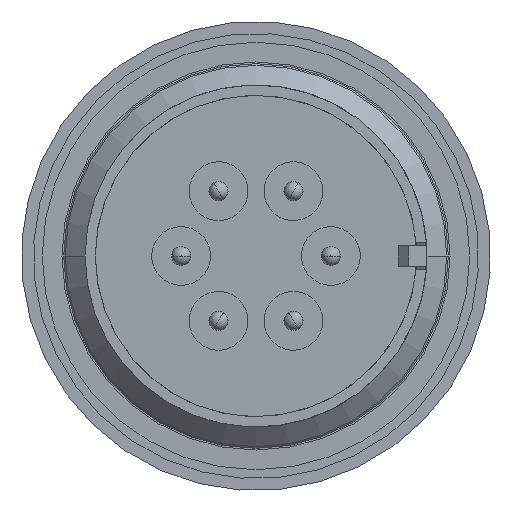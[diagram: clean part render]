
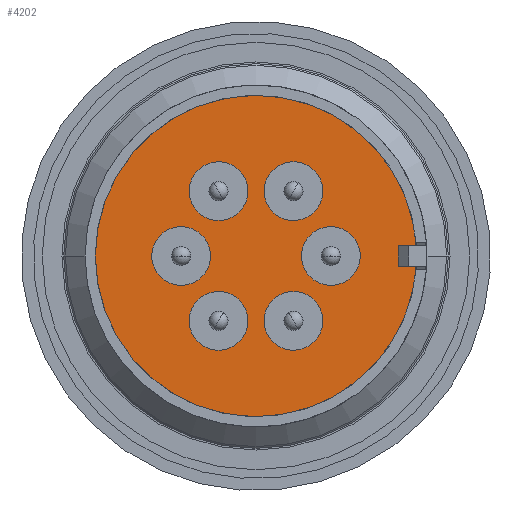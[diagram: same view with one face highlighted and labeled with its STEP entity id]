
A CAD part, front view. The second image highlights one B-rep face of the part: STEP entity #4202.
In plain terms, the highlighted planar face has unit normal (0, -1, 0).
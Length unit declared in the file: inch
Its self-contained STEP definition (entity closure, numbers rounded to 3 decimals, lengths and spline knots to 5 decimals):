
#830 = FACE_BOUND ( 'NONE', #2204, .T. ) ;
#832 = FACE_BOUND ( 'NONE', #6392, .T. ) ;
#834 = FACE_BOUND ( 'NONE', #2196, .T. ) ;
#836 = FACE_BOUND ( 'NONE', #2197, .T. ) ;
#838 = FACE_BOUND ( 'NONE', #2198, .T. ) ;
#839 = FACE_BOUND ( 'NONE', #2205, .T. ) ;
#840 = FACE_OUTER_BOUND ( 'NONE', #2206, .T. ) ;
#2196 = EDGE_LOOP ( 'NONE', ( #12416, #12417 ) ) ;
#2197 = EDGE_LOOP ( 'NONE', ( #12420, #12421 ) ) ;
#2198 = EDGE_LOOP ( 'NONE', ( #12414, #12415 ) ) ;
#2204 = EDGE_LOOP ( 'NONE', ( #12412, #12413 ) ) ;
#2205 = EDGE_LOOP ( 'NONE', ( #12422, #12423 ) ) ;
#2206 = EDGE_LOOP ( 'NONE', ( #12424, #12425 ) ) ;
#4202 = ADVANCED_FACE ( 'NONE', ( #830, #838, #834, #832, #836, #839, #840 ), #11116, .T. ) ;
#4918 = CARTESIAN_POINT ( 'NONE',  ( -1.28047, 0.025, 0. ) ) ;
#4919 = DIRECTION ( 'NONE',  ( 0., -1., 0. ) ) ;
#4920 = DIRECTION ( 'NONE',  ( 1., 0., 0. ) ) ;
#4921 = CARTESIAN_POINT ( 'NONE',  ( -1.17097, 0.025, 0.18966 ) ) ;
#4922 = DIRECTION ( 'NONE',  ( 0., -1., 0. ) ) ;
#4923 = DIRECTION ( 'NONE',  ( 1., 0., 0. ) ) ;
#4924 = CARTESIAN_POINT ( 'NONE',  ( -0.95197, 0.025, 0.18966 ) ) ;
#4925 = DIRECTION ( 'NONE',  ( 0., -1., 0. ) ) ;
#4926 = DIRECTION ( 'NONE',  ( 1., 0., 0. ) ) ;
#4927 = CARTESIAN_POINT ( 'NONE',  ( -0.84247, 0.025, 0. ) ) ;
#4928 = DIRECTION ( 'NONE',  ( 0., -1., 0. ) ) ;
#4929 = DIRECTION ( 'NONE',  ( 1., 0., 0. ) ) ;
#4930 = CARTESIAN_POINT ( 'NONE',  ( -0.95197, 0.025, -0.18966 ) ) ;
#4931 = DIRECTION ( 'NONE',  ( 0., -1., 0. ) ) ;
#4932 = DIRECTION ( 'NONE',  ( 1., 0., 0. ) ) ;
#4933 = CARTESIAN_POINT ( 'NONE',  ( -1.17097, 0.025, -0.18966 ) ) ;
#4934 = DIRECTION ( 'NONE',  ( 0., -1., 0. ) ) ;
#4935 = DIRECTION ( 'NONE',  ( 1., 0., 0. ) ) ;
#4936 = CARTESIAN_POINT ( 'NONE',  ( -1.06147, 0.025, 0. ) ) ;
#4937 = DIRECTION ( 'NONE',  ( 0., 1., 0. ) ) ;
#4938 = DIRECTION ( 'NONE',  ( 1., 0., 0. ) ) ;
#5314 = CIRCLE ( 'NONE', #10642, 0.086 ) ;
#5375 = CIRCLE ( 'NONE', #10664, 0.086 ) ;
#5380 = CIRCLE ( 'NONE', #10666, 0.086 ) ;
#5382 = CIRCLE ( 'NONE', #10668, 0.4785 ) ;
#5840 = CIRCLE ( 'NONE', #10886, 0.086 ) ;
#5841 = CIRCLE ( 'NONE', #10887, 0.086 ) ;
#5842 = CIRCLE ( 'NONE', #10888, 0.086 ) ;
#5843 = CIRCLE ( 'NONE', #10889, 0.086 ) ;
#5844 = CIRCLE ( 'NONE', #10890, 0.086 ) ;
#5845 = CIRCLE ( 'NONE', #10891, 0.086 ) ;
#5846 = CIRCLE ( 'NONE', #10892, 0.4785 ) ;
#6392 = EDGE_LOOP ( 'NONE', ( #12418, #12419 ) ) ;
#6557 = CARTESIAN_POINT ( 'NONE',  ( -1.19736, 0.025, 0.02209 ) ) ;
#6558 = CARTESIAN_POINT ( 'NONE',  ( -1.36359, 0.025, -0.02209 ) ) ;
#6561 = CARTESIAN_POINT ( 'NONE',  ( -1.11028, 0.025, 0.12873 ) ) ;
#6562 = CARTESIAN_POINT ( 'NONE',  ( -1.23166, 0.025, 0.25059 ) ) ;
#6565 = CARTESIAN_POINT ( 'NONE',  ( -0.9744, 0.025, 0.10664 ) ) ;
#6566 = CARTESIAN_POINT ( 'NONE',  ( -0.92955, 0.025, 0.27268 ) ) ;
#6569 = CARTESIAN_POINT ( 'NONE',  ( -0.92559, 0.025, -0.02209 ) ) ;
#6570 = CARTESIAN_POINT ( 'NONE',  ( -0.75936, 0.025, 0.02209 ) ) ;
#6573 = CARTESIAN_POINT ( 'NONE',  ( -1.01266, 0.025, -0.12873 ) ) ;
#6574 = CARTESIAN_POINT ( 'NONE',  ( -0.89128, 0.025, -0.25059 ) ) ;
#6577 = CARTESIAN_POINT ( 'NONE',  ( -1.14855, 0.025, -0.10664 ) ) ;
#6578 = CARTESIAN_POINT ( 'NONE',  ( -1.1934, 0.025, -0.27268 ) ) ;
#6590 = CARTESIAN_POINT ( 'NONE',  ( -1.53997, 0.025, 0. ) ) ;
#6600 = CARTESIAN_POINT ( 'NONE',  ( -0.58297, 0.025, 0. ) ) ;
#6940 = CARTESIAN_POINT ( 'NONE',  ( -0.84247, 0.025, 0. ) ) ;
#6941 = DIRECTION ( 'NONE',  ( 0., -1., 0. ) ) ;
#6942 = DIRECTION ( 'NONE',  ( 1., 0., 0. ) ) ;
#6943 = CARTESIAN_POINT ( 'NONE',  ( -1.28047, 0.025, 0. ) ) ;
#6944 = DIRECTION ( 'NONE',  ( 0., -1., 0. ) ) ;
#6945 = DIRECTION ( 'NONE',  ( 1., 0., 0. ) ) ;
#6948 = CARTESIAN_POINT ( 'NONE',  ( -0.95197, 0.025, 0.18966 ) ) ;
#6949 = DIRECTION ( 'NONE',  ( 0., -1., 0. ) ) ;
#6950 = DIRECTION ( 'NONE',  ( 1., 0., 0. ) ) ;
#6955 = CARTESIAN_POINT ( 'NONE',  ( -1.17097, 0.025, 0.18966 ) ) ;
#6956 = DIRECTION ( 'NONE',  ( 0., -1., 0. ) ) ;
#6957 = DIRECTION ( 'NONE',  ( 1., 0., 0. ) ) ;
#7060 = CARTESIAN_POINT ( 'NONE',  ( -1.17097, 0.025, -0.18966 ) ) ;
#7061 = DIRECTION ( 'NONE',  ( 0., -1., 0. ) ) ;
#7062 = DIRECTION ( 'NONE',  ( 1., 0., 0. ) ) ;
#7072 = CARTESIAN_POINT ( 'NONE',  ( -0.95197, 0.025, -0.18966 ) ) ;
#7073 = DIRECTION ( 'NONE',  ( 0., -1., 0. ) ) ;
#7074 = DIRECTION ( 'NONE',  ( 1., 0., 0. ) ) ;
#7081 = CARTESIAN_POINT ( 'NONE',  ( -1.06147, 0.025, 0. ) ) ;
#7082 = DIRECTION ( 'NONE',  ( 0., 1., 0. ) ) ;
#7083 = DIRECTION ( 'NONE',  ( 1., 0., 0. ) ) ;
#8027 = CIRCLE ( 'NONE', #10639, 0.086 ) ;
#8029 = CIRCLE ( 'NONE', #10641, 0.086 ) ;
#8031 = CIRCLE ( 'NONE', #10640, 0.086 ) ;
#8833 = VERTEX_POINT ( 'NONE', #6557 ) ;
#8834 = VERTEX_POINT ( 'NONE', #6558 ) ;
#8837 = VERTEX_POINT ( 'NONE', #6561 ) ;
#8838 = VERTEX_POINT ( 'NONE', #6562 ) ;
#8841 = VERTEX_POINT ( 'NONE', #6565 ) ;
#8842 = VERTEX_POINT ( 'NONE', #6566 ) ;
#8845 = VERTEX_POINT ( 'NONE', #6569 ) ;
#8846 = VERTEX_POINT ( 'NONE', #6570 ) ;
#8849 = VERTEX_POINT ( 'NONE', #6573 ) ;
#8850 = VERTEX_POINT ( 'NONE', #6574 ) ;
#8853 = VERTEX_POINT ( 'NONE', #6577 ) ;
#8854 = VERTEX_POINT ( 'NONE', #6578 ) ;
#8866 = VERTEX_POINT ( 'NONE', #6590 ) ;
#8876 = VERTEX_POINT ( 'NONE', #6600 ) ;
#9717 = EDGE_CURVE ( 'NONE', #8846, #8845, #8027, .T. ) ;
#9718 = EDGE_CURVE ( 'NONE', #8834, #8833, #8031, .T. ) ;
#9719 = EDGE_CURVE ( 'NONE', #8842, #8841, #8029, .T. ) ;
#9722 = EDGE_CURVE ( 'NONE', #8838, #8837, #5314, .T. ) ;
#9764 = EDGE_CURVE ( 'NONE', #8854, #8853, #5375, .T. ) ;
#9769 = EDGE_CURVE ( 'NONE', #8850, #8849, #5380, .T. ) ;
#9772 = EDGE_CURVE ( 'NONE', #8876, #8866, #5382, .T. ) ;
#10114 = EDGE_CURVE ( 'NONE', #8833, #8834, #5840, .T. ) ;
#10115 = EDGE_CURVE ( 'NONE', #8837, #8838, #5841, .T. ) ;
#10116 = EDGE_CURVE ( 'NONE', #8841, #8842, #5842, .T. ) ;
#10117 = EDGE_CURVE ( 'NONE', #8845, #8846, #5843, .T. ) ;
#10118 = EDGE_CURVE ( 'NONE', #8849, #8850, #5844, .T. ) ;
#10119 = EDGE_CURVE ( 'NONE', #8853, #8854, #5845, .T. ) ;
#10120 = EDGE_CURVE ( 'NONE', #8866, #8876, #5846, .T. ) ;
#10639 = AXIS2_PLACEMENT_3D ( 'NONE', #6940, #6941, #6942 ) ;
#10640 = AXIS2_PLACEMENT_3D ( 'NONE', #6943, #6944, #6945 ) ;
#10641 = AXIS2_PLACEMENT_3D ( 'NONE', #6948, #6949, #6950 ) ;
#10642 = AXIS2_PLACEMENT_3D ( 'NONE', #6955, #6956, #6957 ) ;
#10664 = AXIS2_PLACEMENT_3D ( 'NONE', #7060, #7061, #7062 ) ;
#10666 = AXIS2_PLACEMENT_3D ( 'NONE', #7072, #7073, #7074 ) ;
#10668 = AXIS2_PLACEMENT_3D ( 'NONE', #7081, #7082, #7083 ) ;
#10886 = AXIS2_PLACEMENT_3D ( 'NONE', #4918, #4919, #4920 ) ;
#10887 = AXIS2_PLACEMENT_3D ( 'NONE', #4921, #4922, #4923 ) ;
#10888 = AXIS2_PLACEMENT_3D ( 'NONE', #4924, #4925, #4926 ) ;
#10889 = AXIS2_PLACEMENT_3D ( 'NONE', #4927, #4928, #4929 ) ;
#10890 = AXIS2_PLACEMENT_3D ( 'NONE', #4930, #4931, #4932 ) ;
#10891 = AXIS2_PLACEMENT_3D ( 'NONE', #4933, #4934, #4935 ) ;
#10892 = AXIS2_PLACEMENT_3D ( 'NONE', #4936, #4937, #4938 ) ;
#11112 = DIRECTION ( 'NONE',  ( 0., -1., 0. ) ) ;
#11116 = PLANE ( 'NONE',  #11632 ) ;
#11118 = CARTESIAN_POINT ( 'NONE',  ( -1.06147, 0.025, 0. ) ) ;
#11119 = DIRECTION ( 'NONE',  ( -1., 0., 0. ) ) ;
#11632 = AXIS2_PLACEMENT_3D ( 'NONE', #11118, #11112, #11119 ) ;
#12412 = ORIENTED_EDGE ( 'NONE', *, *, #10119, .F. ) ;
#12413 = ORIENTED_EDGE ( 'NONE', *, *, #9764, .F. ) ;
#12414 = ORIENTED_EDGE ( 'NONE', *, *, #10118, .F. ) ;
#12415 = ORIENTED_EDGE ( 'NONE', *, *, #9769, .F. ) ;
#12416 = ORIENTED_EDGE ( 'NONE', *, *, #10117, .F. ) ;
#12417 = ORIENTED_EDGE ( 'NONE', *, *, #9717, .F. ) ;
#12418 = ORIENTED_EDGE ( 'NONE', *, *, #10116, .F. ) ;
#12419 = ORIENTED_EDGE ( 'NONE', *, *, #9719, .F. ) ;
#12420 = ORIENTED_EDGE ( 'NONE', *, *, #10115, .F. ) ;
#12421 = ORIENTED_EDGE ( 'NONE', *, *, #9722, .F. ) ;
#12422 = ORIENTED_EDGE ( 'NONE', *, *, #10114, .F. ) ;
#12423 = ORIENTED_EDGE ( 'NONE', *, *, #9718, .F. ) ;
#12424 = ORIENTED_EDGE ( 'NONE', *, *, #9772, .F. ) ;
#12425 = ORIENTED_EDGE ( 'NONE', *, *, #10120, .F. ) ;
